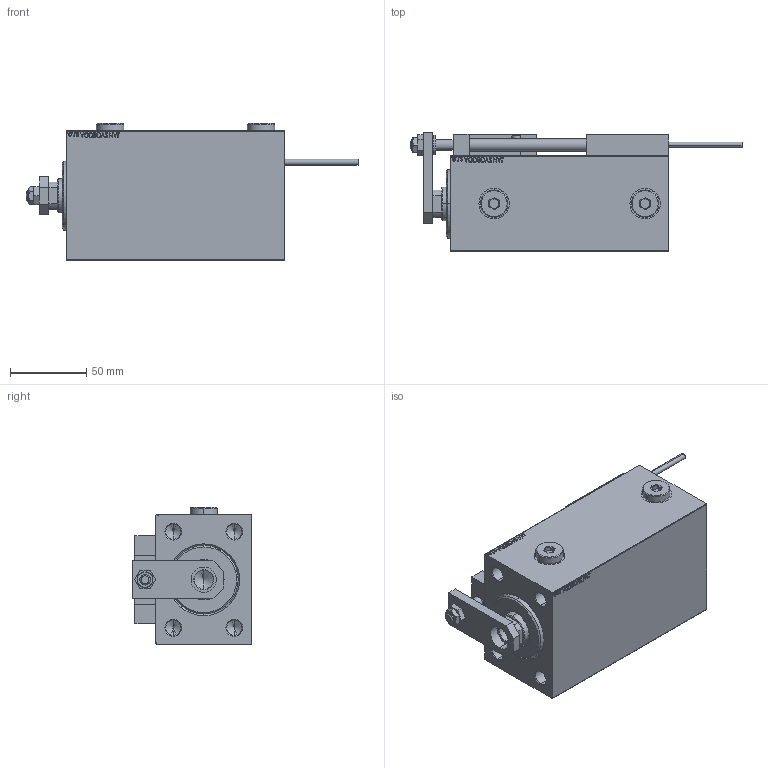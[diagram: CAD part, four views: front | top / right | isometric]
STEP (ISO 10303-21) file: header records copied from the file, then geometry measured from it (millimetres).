
FILE_DESCRIPTION (( 'STEP AP203' ), '1' );
FILE_NAME ('41c4.STEP', '2024-02-13T02:42:50', ( '' ), ( '' ), 'SwSTEP 2.0', 'SolidWorks 2019', '' );
FILE_SCHEMA (( 'CONFIG_CONTROL_DESIGN' ));
Length unit declared in the file: millimetre
Products named in the file (17): TYC_L79 e239c3c181121d2e006c5ec3cb48ef33; SWITCH_X_FRONT_BACK e239c3c181121d2e006c5ec3cb48ef33; ALLEN BOLT D8 e239c3c181121d2e006c5ec3cb48ef33; NUT_D12 e239c3c181121d2e006c5ec3cb48ef33; NUT_D10 e239c3c181121d2e006c5ec3cb48ef33; Zatka_OIL_PORT e239c3c181121d2e006c5ec3cb48ef33; ALLEN BOLT D5 e239c3c181121d2e006c5ec3cb48ef33; 41c4; MAGNET e239c3c181121d2e006c5ec3cb48ef33; KONCOVKA e239c3c181121d2e006c5ec3cb48ef33; SWITCH X e239c3c181121d2e006c5ec3cb48ef33; ZARAZKA e239c3c181121d2e006c5ec3cb48ef33; SWITCH DIM B,W e239c3c181121d2e006c5ec3cb48ef33; V450CM_B_Body e239c3c181121d2e006c5ec3cb48ef33; V450CM_B_VCP e239c3c181121d2e006c5ec3cb48ef33; V450CM_VC_B e239c3c181121d2e006c5ec3cb48ef33; Block e239c3c181121d2e006c5ec3cb48ef33
Assembly tree (27 placements, depth 3):
  41c4
    V450CM_B_Body e239c3c181121d2e006c5ec3cb48ef33
    V450CM_B_VCP e239c3c181121d2e006c5ec3cb48ef33
    SWITCH X e239c3c181121d2e006c5ec3cb48ef33
      SWITCH_X_FRONT_BACK e239c3c181121d2e006c5ec3cb48ef33  x2
      TYC_L79 e239c3c181121d2e006c5ec3cb48ef33
      Block e239c3c181121d2e006c5ec3cb48ef33  x2
      ALLEN BOLT D5 e239c3c181121d2e006c5ec3cb48ef33  x4
      ALLEN BOLT D8 e239c3c181121d2e006c5ec3cb48ef33  x4
      MAGNET e239c3c181121d2e006c5ec3cb48ef33  x2
      KONCOVKA e239c3c181121d2e006c5ec3cb48ef33  x2
    NUT_D10 e239c3c181121d2e006c5ec3cb48ef33
    NUT_D12 e239c3c181121d2e006c5ec3cb48ef33
    SWITCH DIM B,W e239c3c181121d2e006c5ec3cb48ef33
    ZARAZKA e239c3c181121d2e006c5ec3cb48ef33
    V450CM_VC_B e239c3c181121d2e006c5ec3cb48ef33
    Zatka_OIL_PORT e239c3c181121d2e006c5ec3cb48ef33  x2
Bounding box: 217.7 x 78.5 x 89.9 mm (x, y, z)
Volume: 733469.2 mm3; surface area: 125861.6 mm2
Topology: 26 solids, 26 shells, 1372 faces, 3272 edges, 2070 vertices
Faces by surface type: plane 595, bspline 380, cylinder 200, cone 149, torus 44, sphere 4
Entity records: 52520 total; most frequent: CARTESIAN_POINT 26519, ORIENTED_EDGE 5452, DIRECTION 3779, EDGE_CURVE 2726, VERTEX_POINT 1770, VECTOR 1575, LINE 1575, EDGE_LOOP 1266
